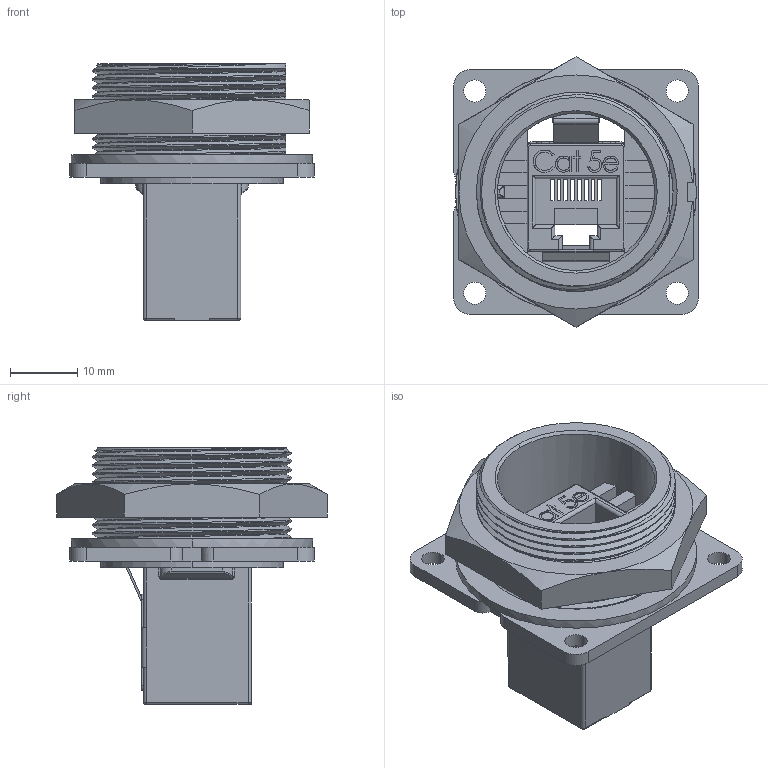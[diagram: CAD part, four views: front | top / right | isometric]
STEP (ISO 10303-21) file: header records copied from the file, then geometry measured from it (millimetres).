
FILE_DESCRIPTION (( 'STEP AP203' ), '1' );
FILE_NAME ('DCP-RJ5ST-F.STEP', '2014-03-28T14:10:42', ( '' ), ( '' ), 'SwSTEP 2.0', 'SolidWorks 2014', '' );
FILE_SCHEMA (( 'CONFIG_CONTROL_DESIGN' ));
Length unit declared in the file: inch
Products named in the file (1): DCP-RJ5ST-F
Bounding box: 36.53 x 40.33 x 38.25 mm (x, y, z)
Volume: 12385 mm3; surface area: 12016.5 mm2
Topology: 2 solids, 7 shells, 568 faces, 1571 edges, 1019 vertices
Faces by surface type: plane 279, cylinder 158, bspline 119, cone 12
Entity records: 39428 total; most frequent: CARTESIAN_POINT 26062, ORIENTED_EDGE 3130, DIRECTION 2198, EDGE_CURVE 1565, VERTEX_POINT 1019, VECTOR 954, LINE 954, AXIS2_PLACEMENT_3D 622
